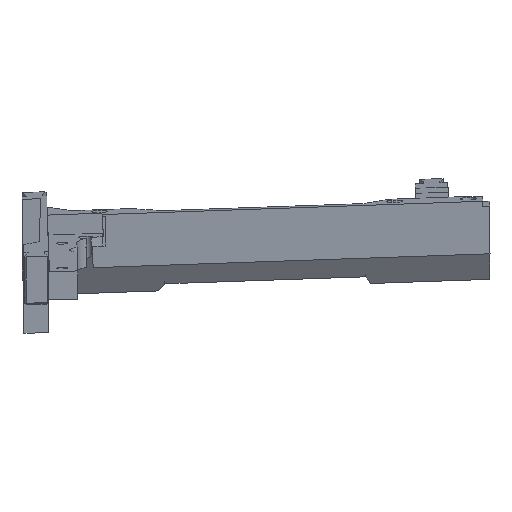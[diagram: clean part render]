
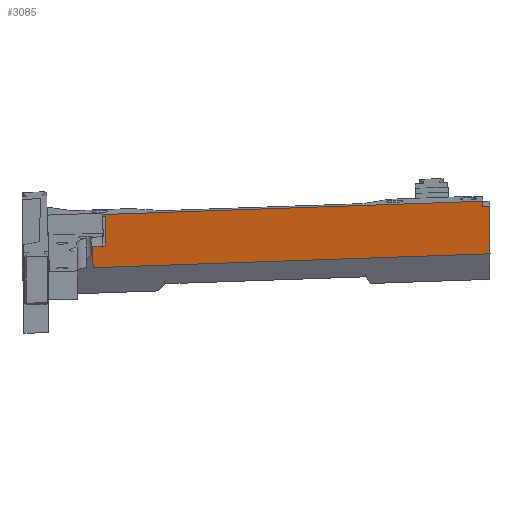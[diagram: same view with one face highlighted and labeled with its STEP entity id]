
A CAD part, left-side view. The second image highlights one B-rep face of the part: STEP entity #3085.
In plain terms, the highlighted planar face has unit normal (-0.985, -0.006, -0.173).
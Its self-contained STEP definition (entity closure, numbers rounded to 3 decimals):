
#128=FACE_OUTER_BOUND('',#304,.T.);
#304=EDGE_LOOP('',(#2262,#2263,#2264,#2265,#2266,#2267,#2268,#2269,#2270,
#2271));
#537=LINE('',#4465,#947);
#543=LINE('',#4478,#953);
#552=LINE('',#4511,#962);
#553=LINE('',#4514,#963);
#558=LINE('',#4524,#968);
#571=LINE('',#4557,#981);
#582=LINE('',#4582,#992);
#583=LINE('',#4583,#993);
#584=LINE('',#4584,#994);
#585=LINE('',#4585,#995);
#947=VECTOR('',#3622,10.);
#953=VECTOR('',#3632,10.);
#962=VECTOR('',#3659,10.);
#963=VECTOR('',#3662,10.);
#968=VECTOR('',#3669,10.);
#981=VECTOR('',#3690,10.);
#992=VECTOR('',#3705,10.);
#993=VECTOR('',#3706,10.);
#994=VECTOR('',#3707,10.);
#995=VECTOR('',#3708,10.);
#1316=VERTEX_POINT('',#4459);
#1318=VERTEX_POINT('',#4463);
#1323=VERTEX_POINT('',#4477);
#1338=VERTEX_POINT('',#4509);
#1339=VERTEX_POINT('',#4513);
#1343=VERTEX_POINT('',#4523);
#1358=VERTEX_POINT('',#4555);
#1359=VERTEX_POINT('',#4556);
#1370=VERTEX_POINT('',#4580);
#1371=VERTEX_POINT('',#4581);
#1646=EDGE_CURVE('',#1316,#1318,#537,.T.);
#1652=EDGE_CURVE('',#1316,#1323,#543,.T.);
#1669=EDGE_CURVE('',#1338,#1318,#552,.T.);
#1670=EDGE_CURVE('',#1323,#1339,#553,.T.);
#1675=EDGE_CURVE('',#1339,#1343,#558,.T.);
#1691=EDGE_CURVE('',#1358,#1359,#571,.T.);
#1703=EDGE_CURVE('',#1370,#1371,#582,.T.);
#1704=EDGE_CURVE('',#1343,#1370,#583,.T.);
#1705=EDGE_CURVE('',#1359,#1338,#584,.T.);
#1706=EDGE_CURVE('',#1371,#1358,#585,.T.);
#2262=ORIENTED_EDGE('',*,*,#1703,.F.);
#2263=ORIENTED_EDGE('',*,*,#1704,.F.);
#2264=ORIENTED_EDGE('',*,*,#1675,.F.);
#2265=ORIENTED_EDGE('',*,*,#1670,.F.);
#2266=ORIENTED_EDGE('',*,*,#1652,.F.);
#2267=ORIENTED_EDGE('',*,*,#1646,.T.);
#2268=ORIENTED_EDGE('',*,*,#1669,.F.);
#2269=ORIENTED_EDGE('',*,*,#1705,.F.);
#2270=ORIENTED_EDGE('',*,*,#1691,.F.);
#2271=ORIENTED_EDGE('',*,*,#1706,.F.);
#2927=PLANE('',#3286);
#3085=ADVANCED_FACE('',(#128),#2927,.F.);
#3286=AXIS2_PLACEMENT_3D('',#4579,#3703,#3704);
#3622=DIRECTION('',(0.174,0.001,-0.985));
#3632=DIRECTION('',(0.,-0.999,0.035));
#3659=DIRECTION('',(0.006,-1.,0.));
#3662=DIRECTION('',(-0.174,0.034,0.984));
#3669=DIRECTION('',(0.,-0.999,0.035));
#3690=DIRECTION('',(0.,0.999,-0.035));
#3703=DIRECTION('center_axis',(0.985,0.006,0.174));
#3704=DIRECTION('ref_axis',(0.174,0.,-0.985));
#3705=DIRECTION('',(0.,-0.999,0.035));
#3706=DIRECTION('',(0.174,-0.034,-0.984));
#3707=DIRECTION('',(-0.174,0.034,0.984));
#3708=DIRECTION('',(0.174,0.,-0.985));
#4459=CARTESIAN_POINT('',(364.675,6259.915,3012.258));
#4463=CARTESIAN_POINT('',(365.315,6259.919,3008.627));
#4465=CARTESIAN_POINT('',(381.49,6260.019,2916.836));
#4477=CARTESIAN_POINT('',(364.675,6259.629,3012.268));
#4478=CARTESIAN_POINT('',(364.675,6264.459,3012.1));
#4509=CARTESIAN_POINT('',(365.291,6263.845,3008.627));
#4511=CARTESIAN_POINT('',(365.712,6195.435,3008.627));
#4513=CARTESIAN_POINT('',(363.303,6259.901,3020.043));
#4514=CARTESIAN_POINT('',(363.294,6259.903,3020.093));
#4523=CARTESIAN_POINT('',(363.303,6112.706,3025.184));
#4524=CARTESIAN_POINT('',(363.303,3185.903,3127.39));
#4555=CARTESIAN_POINT('',(366.906,6109.862,3004.839));
#4556=CARTESIAN_POINT('',(366.906,6263.525,2999.473));
#4557=CARTESIAN_POINT('',(366.906,6206.688,3001.458));
#4579=CARTESIAN_POINT('Origin',(398.589,6109.862,2825.045));
#4580=CARTESIAN_POINT('',(363.65,6112.637,3023.215));
#4581=CARTESIAN_POINT('',(363.65,6109.862,3023.312));
#4582=CARTESIAN_POINT('',(363.65,3114.804,3127.902));
#4583=CARTESIAN_POINT('',(381.12,6109.18,2924.202));
#4584=CARTESIAN_POINT('',(363.286,6264.241,3019.99));
#4585=CARTESIAN_POINT('',(386.642,6109.862,2892.842));
